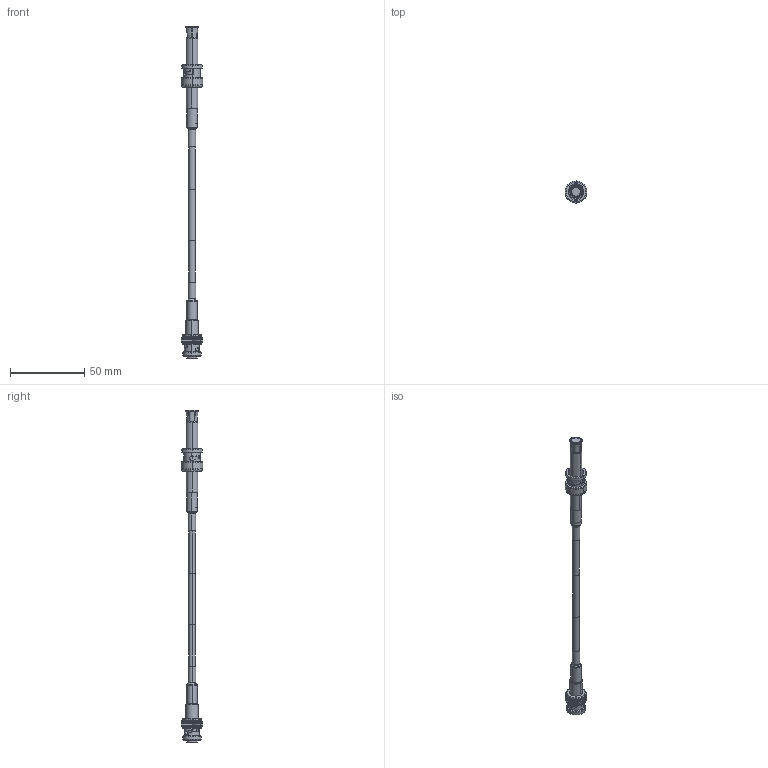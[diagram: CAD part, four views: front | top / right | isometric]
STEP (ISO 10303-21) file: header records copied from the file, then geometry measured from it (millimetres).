
FILE_DESCRIPTION (( 'STEP AP214' ), '1' );
FILE_NAME ('FMCA9775_3D.step', '2024-07-29T14:43:54', ( '' ), ( '' ), 'SwSTEP 2.0', 'SolidWorks 2022', '' );
FILE_SCHEMA (( 'AUTOMOTIVE_DESIGN' ));
Length unit declared in the file: inch
Products named in the file (6): RG303／U_5 Inch Length with Lable; FERRULE-230180FM_FERRULE-FM; Heat Shrink^FMCA9775_1" Long; FMCN1354; FMCA9775_3D; FMCN45836
Assembly tree (6 placements, depth 2):
  FMCA9775_3D
    RG303／U_5 Inch Length with Lable
    FMCN45836
    FMCN1354
    FERRULE-230180FM_FERRULE-FM
    Heat Shrink^FMCA9775_1" Long  x2
Bounding box: 14.5 x 14.5 x 223.19 mm (x, y, z)
Volume: 7953.8 mm3; surface area: 9431.8 mm2
Topology: 6 solids, 8 shells, 1063 faces, 2420 edges, 1389 vertices
Faces by surface type: bspline 346, cylinder 271, plane 250, cone 178, torus 18
Entity records: 34717 total; most frequent: CARTESIAN_POINT 15505, ORIENTED_EDGE 4748, DIRECTION 3101, EDGE_CURVE 2374, VERTEX_POINT 1365, AXIS2_PLACEMENT_3D 1323, EDGE_LOOP 1071, ADVANCED_FACE 1041
